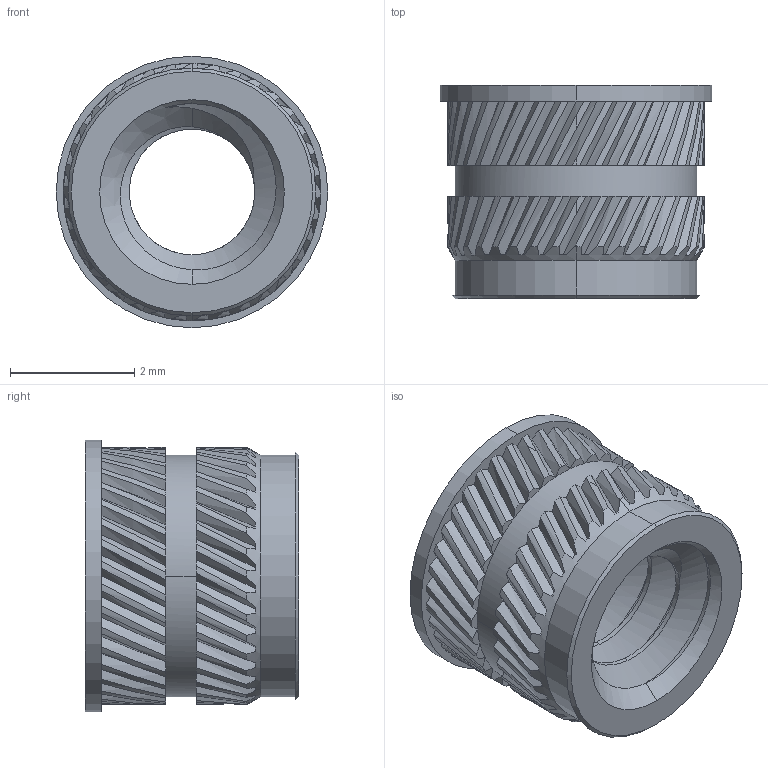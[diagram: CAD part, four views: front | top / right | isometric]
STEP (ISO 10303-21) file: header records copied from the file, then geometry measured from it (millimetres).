
FILE_DESCRIPTION (( 'STEP AP203' ), '1' );
FILE_NAME ('93365A120_Tapered Heat-Set Inserts for Plastic.STEP', '2021-09-10T02:46:30', ( 'Administrator' ), ( 'Managed by Terraform' ), 'SwSTEP 2.0', 'SolidWorks 2017', '' );
FILE_SCHEMA (( 'CONFIG_CONTROL_DESIGN' ));
Length unit declared in the file: inch
Products named in the file (1): 93365A120_Tapered Heat-Set Inserts for Plastic
Bounding box: 4.37 x 3.43 x 4.37 mm (x, y, z)
Volume: 26.6 mm3; surface area: 116.4 mm2
Topology: 1 solids, 1 shells, 359 faces, 917 edges, 562 vertices
Faces by surface type: bspline 147, plane 112, cylinder 91, cone 9
Entity records: 13721 total; most frequent: CARTESIAN_POINT 6972, ORIENTED_EDGE 1834, DIRECTION 1007, EDGE_CURVE 917, VERTEX_POINT 562, AXIS2_PLACEMENT_3D 490, EDGE_LOOP 363, ADVANCED_FACE 359
